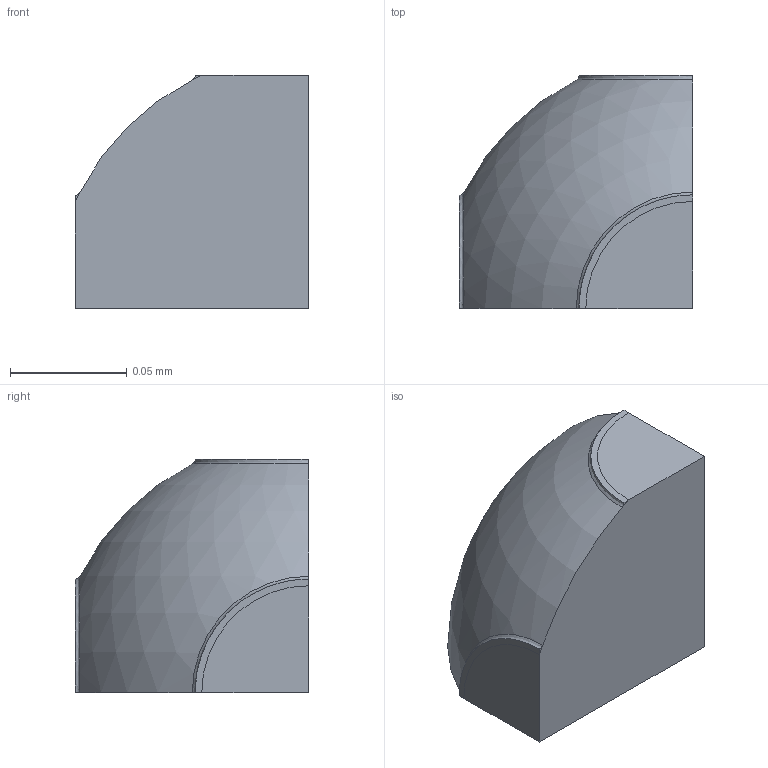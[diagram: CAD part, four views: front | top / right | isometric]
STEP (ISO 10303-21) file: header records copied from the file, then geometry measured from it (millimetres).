
FILE_DESCRIPTION(('FreeCAD Model'),'2;1');
FILE_NAME('Open CASCADE Shape Model','2025-12-17T16:28:43',(''),(''), 'Open CASCADE STEP processor 7.8','FreeCAD','Unknown');
FILE_SCHEMA(('AUTOMOTIVE_DESIGN { 1 0 10303 214 1 1 1 1 }'));
Length unit declared in the file: millimetre
Products named in the file (1): Fusion
Bounding box: 0.1 x 0.1 x 0.1 mm (x, y, z)
Volume: 0 mm3; surface area: 0 mm2
Topology: 1 solids, 1 shells, 19 faces, 40 edges, 22 vertices
Faces by surface type: bspline 15, plane 3, sphere 1
Entity records: 1102 total; most frequent: CARTESIAN_POINT 440, ORIENTED_EDGE 78, PCURVE 78, DEFINITIONAL_REPRESENTATION 78, DIRECTION 69, B_SPLINE_CURVE_WITH_KNOTS 58, EDGE_CURVE 39, SURFACE_CURVE 39
